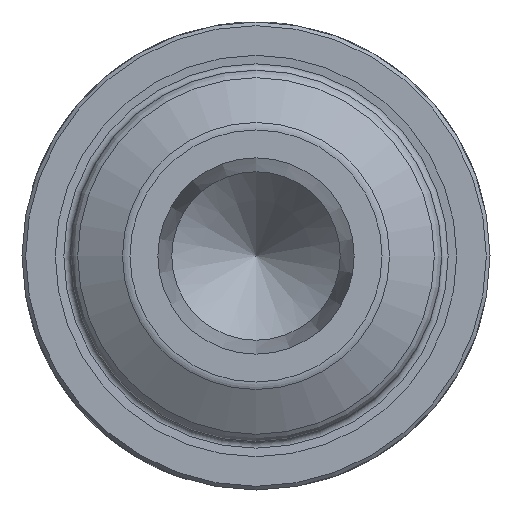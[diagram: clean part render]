
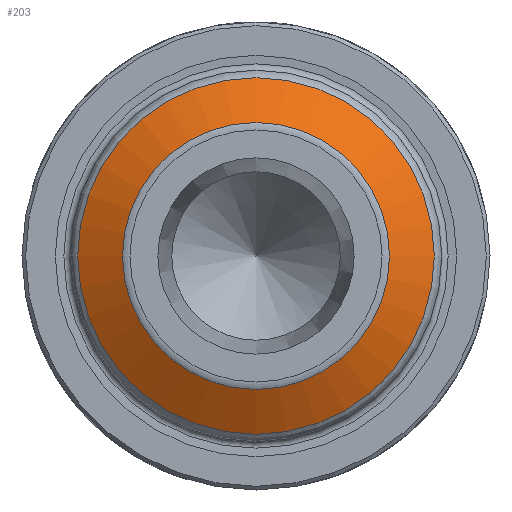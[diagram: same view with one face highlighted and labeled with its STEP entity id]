
A CAD part, left-side view. The second image highlights one B-rep face of the part: STEP entity #203.
In plain terms, the highlighted conical face has half-angle 60 degrees and reference radius 24 mm.
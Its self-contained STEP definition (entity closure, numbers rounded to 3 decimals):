
#55=CONICAL_SURFACE('',#836,24.,60.);
#203=ADVANCED_FACE('',(#305,#306),#55,.T.);
#305=FACE_BOUND('',#392,.T.);
#306=FACE_BOUND('',#393,.T.);
#392=EDGE_LOOP('',(#558));
#393=EDGE_LOOP('',(#559));
#558=ORIENTED_EDGE('',*,*,#710,.F.);
#559=ORIENTED_EDGE('',*,*,#714,.T.);
#626=VERTEX_POINT('',#2032);
#630=VERTEX_POINT('',#2044);
#710=EDGE_CURVE('',#626,#626,#738,.T.);
#714=EDGE_CURVE('',#630,#630,#742,.T.);
#738=CIRCLE('',#827,24.);
#742=CIRCLE('',#835,17.964);
#827=AXIS2_PLACEMENT_3D('',#2031,#1013,#1014);
#835=AXIS2_PLACEMENT_3D('',#2043,#1029,#1030);
#836=AXIS2_PLACEMENT_3D('',#2045,#1031,#1032);
#1013=DIRECTION('',(1.,0.,0.));
#1014=DIRECTION('',(0.,1.,0.));
#1029=DIRECTION('',(1.,0.,0.));
#1030=DIRECTION('',(0.,1.,0.));
#1031=DIRECTION('',(1.,0.,0.));
#1032=DIRECTION('',(0.,1.,0.));
#2031=CARTESIAN_POINT('',(-9.247,0.,0.));
#2032=CARTESIAN_POINT('',(-9.247,24.,0.));
#2043=CARTESIAN_POINT('',(-12.732,0.,0.));
#2044=CARTESIAN_POINT('',(-12.732,17.964,0.));
#2045=CARTESIAN_POINT('',(-9.247,0.,0.));
